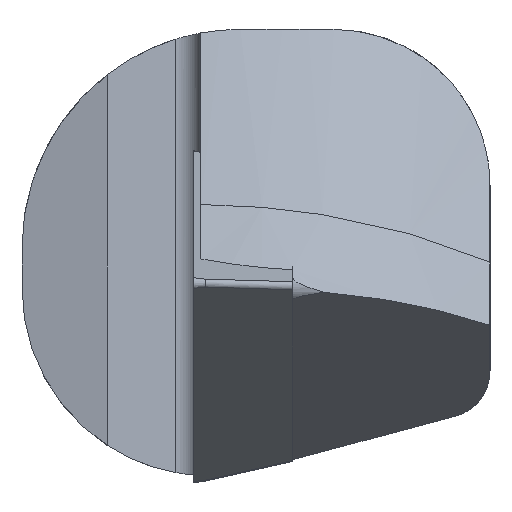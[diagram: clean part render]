
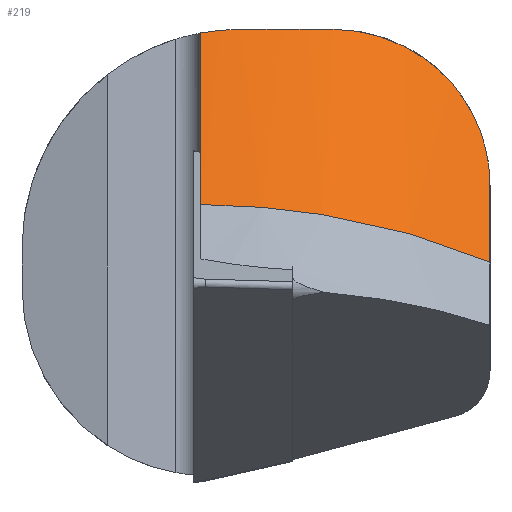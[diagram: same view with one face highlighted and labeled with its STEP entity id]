
A CAD part, left-side view. The second image highlights one B-rep face of the part: STEP entity #219.
In plain terms, the highlighted cylindrical face has radius 17 mm (diameter 34 mm), a partial arc.
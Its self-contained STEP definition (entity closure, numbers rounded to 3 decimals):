
#119=CYLINDRICAL_SURFACE('',#992,17.);
#125=B_SPLINE_CURVE_WITH_KNOTS('',3,(#1396,#1397,#1398,#1399),
 .UNSPECIFIED.,.F.,.F.,(4,4),(0.,1.),.UNSPECIFIED.);
#127=B_SPLINE_CURVE_WITH_KNOTS('',3,(#1434,#1435,#1436,#1437,#1438,#1439,
#1440,#1441),.UNSPECIFIED.,.F.,.F.,(4,2,2,4),(0.,0.5,0.75,1.),
 .UNSPECIFIED.);
#219=ADVANCED_FACE('',(#283),#119,.T.);
#283=FACE_OUTER_BOUND('',#329,.T.);
#329=EDGE_LOOP('',(#588,#589,#590,#591,#592,#593));
#380=LINE('',#1379,#435);
#389=LINE('',#1447,#444);
#435=VECTOR('',#1090,1.);
#444=VECTOR('',#1129,1.);
#588=ORIENTED_EDGE('',*,*,#787,.F.);
#589=ORIENTED_EDGE('',*,*,#782,.F.);
#590=ORIENTED_EDGE('',*,*,#807,.F.);
#591=ORIENTED_EDGE('',*,*,#804,.F.);
#592=ORIENTED_EDGE('',*,*,#801,.F.);
#593=ORIENTED_EDGE('',*,*,#794,.F.);
#704=VERTEX_POINT('',#1369);
#705=VERTEX_POINT('',#1371);
#708=VERTEX_POINT('',#1380);
#714=VERTEX_POINT('',#1400);
#720=VERTEX_POINT('',#1429);
#722=VERTEX_POINT('',#1442);
#782=EDGE_CURVE('',#704,#705,#871,.T.);
#787=EDGE_CURVE('',#705,#708,#380,.T.);
#794=EDGE_CURVE('',#708,#714,#125,.T.);
#801=EDGE_CURVE('',#714,#720,#875,.T.);
#804=EDGE_CURVE('',#720,#722,#127,.T.);
#807=EDGE_CURVE('',#722,#704,#389,.T.);
#871=ELLIPSE('',#955,17.016,17.);
#875=ELLIPSE('',#969,22.828,17.);
#955=AXIS2_PLACEMENT_3D('',#1370,#1081,#1082);
#969=AXIS2_PLACEMENT_3D('',#1428,#1118,#1119);
#992=AXIS2_PLACEMENT_3D('',#1503,#1178,#1179);
#1081=DIRECTION('',(-0.634,0.,-0.773));
#1082=DIRECTION('',(-0.773,0.,0.634));
#1090=DIRECTION('',(0.667,0.,0.745));
#1118=DIRECTION('',(0.,0.,1.));
#1119=DIRECTION('',(1.,0.,0.));
#1129=DIRECTION('',(-0.667,0.,-0.745));
#1178=DIRECTION('',(0.667,0.,0.745));
#1179=DIRECTION('',(0.745,0.,-0.667));
#1369=CARTESIAN_POINT('',(-9.504,-9.,-0.456));
#1370=CARTESIAN_POINT('',(1.405,0.5,-9.407));
#1371=CARTESIAN_POINT('',(-11.749,0.266,1.385));
#1379=CARTESIAN_POINT('',(-15.152,0.266,-2.413));
#1380=CARTESIAN_POINT('',(-6.82,0.266,6.885));
#1396=CARTESIAN_POINT('',(-6.82,0.266,6.885));
#1397=CARTESIAN_POINT('',(-6.744,-0.148,6.961));
#1398=CARTESIAN_POINT('',(-6.681,-0.57,7.));
#1399=CARTESIAN_POINT('',(-6.63,-1.,7.));
#1400=CARTESIAN_POINT('',(-6.63,-1.,7.));
#1428=CARTESIAN_POINT('',(16.109,0.5,7.));
#1429=CARTESIAN_POINT('',(-5.905,-4.,7.));
#1434=CARTESIAN_POINT('',(-5.905,-4.,7.));
#1435=CARTESIAN_POINT('',(-5.412,-5.336,7.));
#1436=CARTESIAN_POINT('',(-5.125,-6.751,6.401));
#1437=CARTESIAN_POINT('',(-5.466,-8.159,4.861));
#1438=CARTESIAN_POINT('',(-5.715,-8.503,4.259));
#1439=CARTESIAN_POINT('',(-6.398,-8.917,3.097));
#1440=CARTESIAN_POINT('',(-6.828,-9.,2.53));
#1441=CARTESIAN_POINT('',(-7.303,-9.,2.));
#1442=CARTESIAN_POINT('',(-7.303,-9.,2.));
#1447=CARTESIAN_POINT('',(-12.992,-9.,-4.348));
#1503=CARTESIAN_POINT('',(-2.494,0.5,-13.757));
